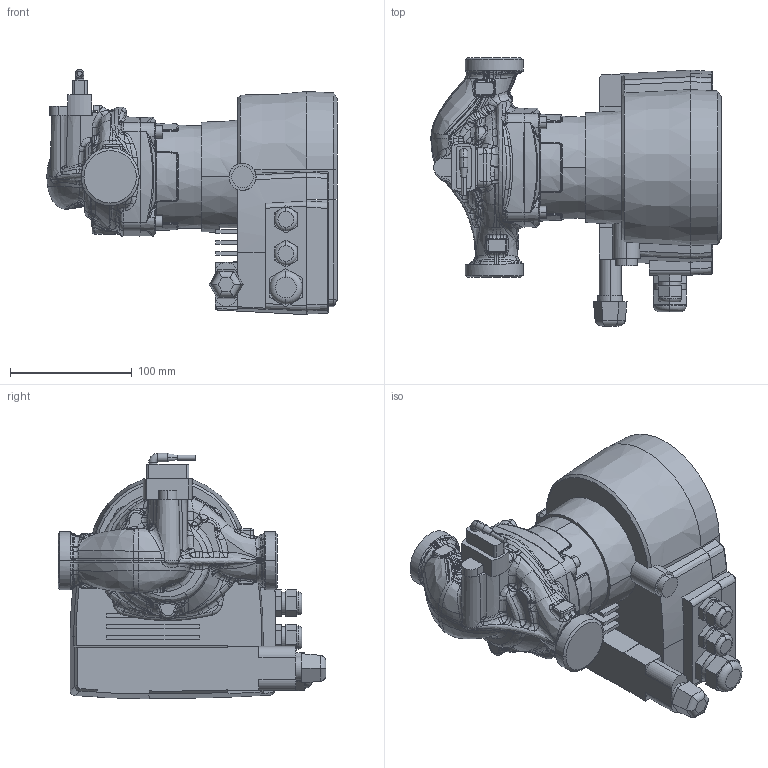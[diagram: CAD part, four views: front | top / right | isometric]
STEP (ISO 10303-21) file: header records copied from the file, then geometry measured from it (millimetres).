
FILE_DESCRIPTION (( 'STEP AP214' ), '1' );
FILE_NAME ('ModulA BLUE 25-x 180 961817_00.STEP', '2014-11-04T15:42:27', ( '' ), ( '' ), 'SwSTEP 2.0', 'SolidWorks 2011', '' );
FILE_SCHEMA (( 'AUTOMOTIVE_DESIGN' ));
Length unit declared in the file: millimetre
Products named in the file (1): ModulA BLUE 25-x 180 961817_00
Bounding box: 238.06 x 219.82 x 201.31 mm (x, y, z)
Volume: 3273808.7 mm3; surface area: 283228.9 mm2
Topology: 6 solids, 10 shells, 1707 faces, 4024 edges, 2333 vertices
Faces by surface type: bspline 1169, plane 253, cylinder 158, cone 99, torus 26, sphere 2
Entity records: 150504 total; most frequent: CARTESIAN_POINT 101803, ORIENTED_EDGE 7992, EDGE_CURVE 3996, DIRECTION 3402, B_SPLINE_CURVE_WITH_KNOTS 2377, VERTEX_POINT 2333, EDGE_LOOP 1733, UNCERTAINTY_MEASURE_WITH_UNIT 1715
